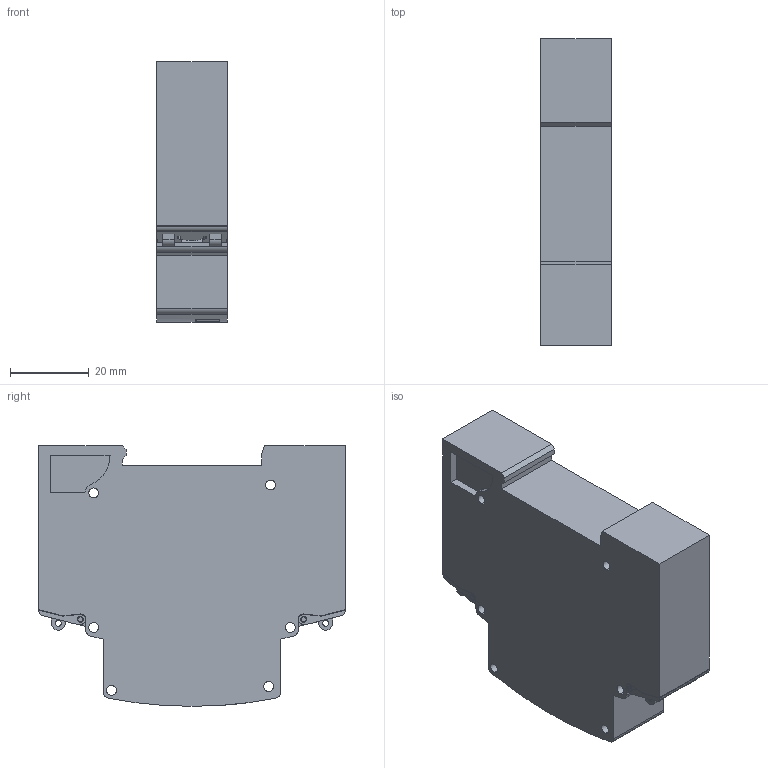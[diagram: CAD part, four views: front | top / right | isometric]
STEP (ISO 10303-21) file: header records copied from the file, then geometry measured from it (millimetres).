
FILE_DESCRIPTION (( 'STEP AP203' ), '1' );
FILE_NAME ('Ðàñöåïèòåëü ìèí è ìàêñ íàïðÿæåíèÿ ÐÌÌ-47 EKF PROxima.STEP', '2016-11-11T13:12:53', ( '' ), ( '' ), 'SwSTEP 2.0', 'SolidWorks 2014', '' );
FILE_SCHEMA (( 'CONFIG_CONTROL_DESIGN' ));
Length unit declared in the file: millimetre
Products named in the file (1): Ðàñöåïèòåëü ìèí è ìàêñ íàïðÿæåíèÿ ÐÌÌ-47 EKF PROxima
Bounding box: 18 x 78 x 66.31 mm (x, y, z)
Volume: 75987.2 mm3; surface area: 15095.2 mm2
Topology: 1 solids, 1 shells, 229 faces, 628 edges, 408 vertices
Faces by surface type: plane 141, cylinder 88
Entity records: 7397 total; most frequent: DIRECTION 1286, CARTESIAN_POINT 1266, ORIENTED_EDGE 1256, EDGE_CURVE 628, VECTOR 430, LINE 430, AXIS2_PLACEMENT_3D 428, VERTEX_POINT 408
